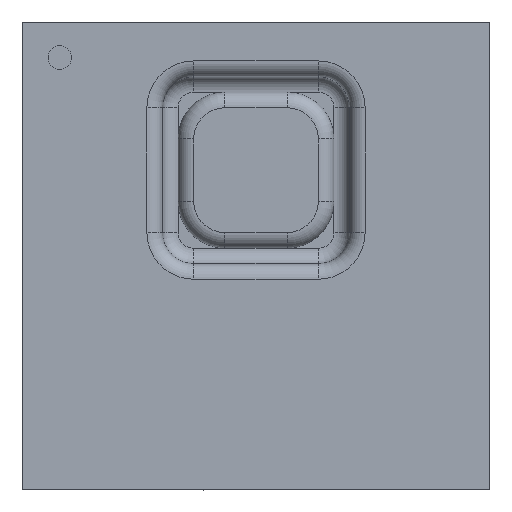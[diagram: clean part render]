
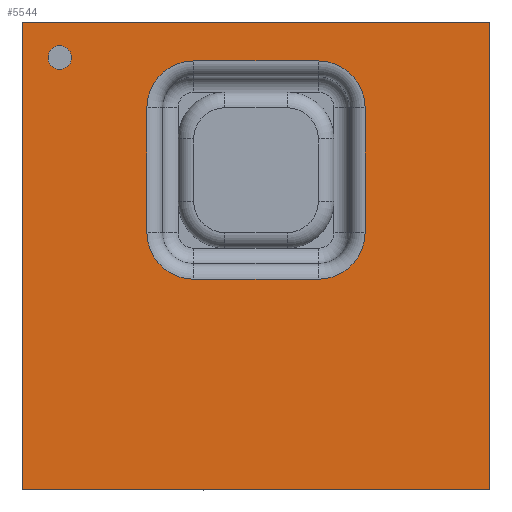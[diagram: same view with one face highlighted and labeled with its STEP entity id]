
A CAD part, top view. The second image highlights one B-rep face of the part: STEP entity #5544.
In plain terms, the highlighted planar face has unit normal (0, 0, 1).
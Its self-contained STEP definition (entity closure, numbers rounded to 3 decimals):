
#134 = DIRECTION ( 'NONE',  ( -1., 0., 0. ) ) ;
#199 = FACE_BOUND ( 'NONE', #3436, .T. ) ;
#317 = CARTESIAN_POINT ( 'NONE',  ( -0.4, -0.15, 0.8 ) ) ;
#483 = LINE ( 'NONE', #12689, #15703 ) ;
#519 = VERTEX_POINT ( 'NONE', #3527 ) ;
#598 = CARTESIAN_POINT ( 'NONE',  ( -0.4, 1.25, 0.8 ) ) ;
#667 = CARTESIAN_POINT ( 'NONE',  ( -1.5, -1.5, 0.8 ) ) ;
#735 = VECTOR ( 'NONE', #6586, 1000. ) ;
#775 = CIRCLE ( 'NONE', #5046, 0.3 ) ;
#844 = EDGE_CURVE ( 'NONE', #519, #5413, #775, .T. ) ;
#916 = CARTESIAN_POINT ( 'NONE',  ( 0.7, 0.15, 0.8 ) ) ;
#1080 = LINE ( 'NONE', #12012, #15079 ) ;
#1108 = ORIENTED_EDGE ( 'NONE', *, *, #16071, .T. ) ;
#1287 = CARTESIAN_POINT ( 'NONE',  ( -0.4, 0.95, 0.8 ) ) ;
#1403 = VERTEX_POINT ( 'NONE', #9196 ) ;
#1633 = EDGE_CURVE ( 'NONE', #10285, #8920, #1665, .T. ) ;
#1665 = CIRCLE ( 'NONE', #7099, 0.076 ) ;
#1728 = CARTESIAN_POINT ( 'NONE',  ( -1.5, 1.5, 0.8 ) ) ;
#1827 = EDGE_CURVE ( 'NONE', #10991, #9751, #11416, .T. ) ;
#1924 = CIRCLE ( 'NONE', #14509, 0.3 ) ;
#2067 = VECTOR ( 'NONE', #134, 1000. ) ;
#2338 = VERTEX_POINT ( 'NONE', #3855 ) ;
#2350 = ORIENTED_EDGE ( 'NONE', *, *, #11067, .T. ) ;
#2651 = DIRECTION ( 'NONE',  ( 0., 0., -1. ) ) ;
#2702 = ORIENTED_EDGE ( 'NONE', *, *, #4371, .T. ) ;
#2734 = CIRCLE ( 'NONE', #15918, 0.3 ) ;
#2845 = CARTESIAN_POINT ( 'NONE',  ( -0.4, -0.15, 0.8 ) ) ;
#3079 = DIRECTION ( 'NONE',  ( 0., 0., 1. ) ) ;
#3080 = EDGE_CURVE ( 'NONE', #1403, #4062, #2734, .T. ) ;
#3180 = DIRECTION ( 'NONE',  ( 0., 0., 1. ) ) ;
#3195 = CARTESIAN_POINT ( 'NONE',  ( 0.4, 0.95, 0.8 ) ) ;
#3279 = EDGE_CURVE ( 'NONE', #5413, #1403, #6738, .T. ) ;
#3382 = LINE ( 'NONE', #8816, #735 ) ;
#3424 = CARTESIAN_POINT ( 'NONE',  ( 0.4, -0.15, 0.8 ) ) ;
#3436 = EDGE_LOOP ( 'NONE', ( #14870, #9836, #5900, #15599, #15874, #7905, #2350, #2702 ) ) ;
#3527 = CARTESIAN_POINT ( 'NONE',  ( -0.7, 0.95, 0.8 ) ) ;
#3855 = CARTESIAN_POINT ( 'NONE',  ( -1.5, -1.5, 0.8 ) ) ;
#3938 = VECTOR ( 'NONE', #15419, 1000. ) ;
#3962 = CARTESIAN_POINT ( 'NONE',  ( -0.4, 0.15, 0.8 ) ) ;
#4062 = VERTEX_POINT ( 'NONE', #16819 ) ;
#4165 = EDGE_CURVE ( 'NONE', #9751, #519, #15894, .T. ) ;
#4371 = EDGE_CURVE ( 'NONE', #9572, #8479, #1924, .T. ) ;
#4674 = CARTESIAN_POINT ( 'NONE',  ( -0.7, 0.95, 0.8 ) ) ;
#4866 = VERTEX_POINT ( 'NONE', #17447 ) ;
#4937 = DIRECTION ( 'NONE',  ( 0., -1., 0. ) ) ;
#5046 = AXIS2_PLACEMENT_3D ( 'NONE', #1287, #2651, #8095 ) ;
#5283 = CARTESIAN_POINT ( 'NONE',  ( 0.4, 1.25, 0.8 ) ) ;
#5413 = VERTEX_POINT ( 'NONE', #598 ) ;
#5544 = ADVANCED_FACE ( 'NONE', ( #11060, #199, #15314 ), #15492, .T. ) ;
#5545 = CARTESIAN_POINT ( 'NONE',  ( 0.4, 0.15, 0.8 ) ) ;
#5632 = DIRECTION ( 'NONE',  ( 0., 0., -1. ) ) ;
#5672 = CARTESIAN_POINT ( 'NONE',  ( 0., 0., 0.8 ) ) ;
#5835 = CARTESIAN_POINT ( 'NONE',  ( 0.7, 0.15, 0.8 ) ) ;
#5900 = ORIENTED_EDGE ( 'NONE', *, *, #4165, .T. ) ;
#6218 = CARTESIAN_POINT ( 'NONE',  ( -1.258, 1.272, 0.8 ) ) ;
#6370 = DIRECTION ( 'NONE',  ( 1., 0., 0. ) ) ;
#6586 = DIRECTION ( 'NONE',  ( 0., -1., 0. ) ) ;
#6738 = LINE ( 'NONE', #5283, #13243 ) ;
#6895 = DIRECTION ( 'NONE',  ( 1., 0., 0. ) ) ;
#7099 = AXIS2_PLACEMENT_3D ( 'NONE', #6218, #8971, #8807 ) ;
#7645 = ORIENTED_EDGE ( 'NONE', *, *, #12595, .T. ) ;
#7905 = ORIENTED_EDGE ( 'NONE', *, *, #3080, .T. ) ;
#8095 = DIRECTION ( 'NONE',  ( 1., 0., 0. ) ) ;
#8098 = CARTESIAN_POINT ( 'NONE',  ( -1.334, 1.272, 0.8 ) ) ;
#8183 = AXIS2_PLACEMENT_3D ( 'NONE', #16734, #3079, #17063 ) ;
#8479 = VERTEX_POINT ( 'NONE', #3424 ) ;
#8493 = VECTOR ( 'NONE', #4937, 1000. ) ;
#8570 = CARTESIAN_POINT ( 'NONE',  ( -1.182, 1.272, 0.8 ) ) ;
#8646 = LINE ( 'NONE', #667, #3938 ) ;
#8807 = DIRECTION ( 'NONE',  ( 1., 0., 0. ) ) ;
#8816 = CARTESIAN_POINT ( 'NONE',  ( -1.5, 1.5, 0.8 ) ) ;
#8865 = EDGE_LOOP ( 'NONE', ( #11177, #11800, #7645, #1108 ) ) ;
#8920 = VERTEX_POINT ( 'NONE', #8570 ) ;
#8923 = EDGE_CURVE ( 'NONE', #8479, #10991, #16492, .T. ) ;
#8971 = DIRECTION ( 'NONE',  ( 0., 0., 1. ) ) ;
#9116 = AXIS2_PLACEMENT_3D ( 'NONE', #5672, #3180, #12746 ) ;
#9196 = CARTESIAN_POINT ( 'NONE',  ( 0.4, 1.25, 0.8 ) ) ;
#9396 = DIRECTION ( 'NONE',  ( 0., 0., -1. ) ) ;
#9491 = ORIENTED_EDGE ( 'NONE', *, *, #1633, .F. ) ;
#9572 = VERTEX_POINT ( 'NONE', #5835 ) ;
#9751 = VERTEX_POINT ( 'NONE', #15028 ) ;
#9836 = ORIENTED_EDGE ( 'NONE', *, *, #1827, .T. ) ;
#10097 = LINE ( 'NONE', #916, #8493 ) ;
#10136 = ORIENTED_EDGE ( 'NONE', *, *, #14048, .F. ) ;
#10268 = AXIS2_PLACEMENT_3D ( 'NONE', #3962, #9396, #6370 ) ;
#10285 = VERTEX_POINT ( 'NONE', #8098 ) ;
#10775 = DIRECTION ( 'NONE',  ( 1., 0., 0. ) ) ;
#10960 = EDGE_CURVE ( 'NONE', #4866, #13972, #483, .T. ) ;
#10991 = VERTEX_POINT ( 'NONE', #2845 ) ;
#11060 = FACE_BOUND ( 'NONE', #11786, .T. ) ;
#11067 = EDGE_CURVE ( 'NONE', #4062, #9572, #10097, .T. ) ;
#11177 = ORIENTED_EDGE ( 'NONE', *, *, #12959, .T. ) ;
#11416 = CIRCLE ( 'NONE', #10268, 0.3 ) ;
#11489 = DIRECTION ( 'NONE',  ( 0., 1., 0. ) ) ;
#11507 = DIRECTION ( 'NONE',  ( 1., 0., 0. ) ) ;
#11786 = EDGE_LOOP ( 'NONE', ( #10136, #9491 ) ) ;
#11800 = ORIENTED_EDGE ( 'NONE', *, *, #10960, .T. ) ;
#12012 = CARTESIAN_POINT ( 'NONE',  ( 1.5, 1.5, 0.8 ) ) ;
#12595 = EDGE_CURVE ( 'NONE', #13972, #2338, #3382, .T. ) ;
#12689 = CARTESIAN_POINT ( 'NONE',  ( -1.5, 1.5, 0.8 ) ) ;
#12746 = DIRECTION ( 'NONE',  ( 1., 0., 0. ) ) ;
#12959 = EDGE_CURVE ( 'NONE', #15338, #4866, #1080, .T. ) ;
#13243 = VECTOR ( 'NONE', #10775, 1000. ) ;
#13333 = CIRCLE ( 'NONE', #8183, 0.076 ) ;
#13570 = VECTOR ( 'NONE', #11489, 1000. ) ;
#13972 = VERTEX_POINT ( 'NONE', #1728 ) ;
#14048 = EDGE_CURVE ( 'NONE', #8920, #10285, #13333, .T. ) ;
#14308 = CARTESIAN_POINT ( 'NONE',  ( 1.5, -1.5, 0.8 ) ) ;
#14463 = DIRECTION ( 'NONE',  ( 0., 0., -1. ) ) ;
#14509 = AXIS2_PLACEMENT_3D ( 'NONE', #5545, #5632, #6895 ) ;
#14870 = ORIENTED_EDGE ( 'NONE', *, *, #8923, .T. ) ;
#15028 = CARTESIAN_POINT ( 'NONE',  ( -0.7, 0.15, 0.8 ) ) ;
#15079 = VECTOR ( 'NONE', #17247, 1000. ) ;
#15314 = FACE_OUTER_BOUND ( 'NONE', #8865, .T. ) ;
#15338 = VERTEX_POINT ( 'NONE', #14308 ) ;
#15415 = DIRECTION ( 'NONE',  ( -1., 0., 0. ) ) ;
#15419 = DIRECTION ( 'NONE',  ( 1., 0., 0. ) ) ;
#15492 = PLANE ( 'NONE',  #9116 ) ;
#15599 = ORIENTED_EDGE ( 'NONE', *, *, #844, .T. ) ;
#15703 = VECTOR ( 'NONE', #15415, 1000. ) ;
#15874 = ORIENTED_EDGE ( 'NONE', *, *, #3279, .T. ) ;
#15894 = LINE ( 'NONE', #4674, #13570 ) ;
#15918 = AXIS2_PLACEMENT_3D ( 'NONE', #3195, #14463, #11507 ) ;
#16071 = EDGE_CURVE ( 'NONE', #2338, #15338, #8646, .T. ) ;
#16492 = LINE ( 'NONE', #317, #2067 ) ;
#16734 = CARTESIAN_POINT ( 'NONE',  ( -1.258, 1.272, 0.8 ) ) ;
#16819 = CARTESIAN_POINT ( 'NONE',  ( 0.7, 0.95, 0.8 ) ) ;
#17063 = DIRECTION ( 'NONE',  ( 1., 0., 0. ) ) ;
#17247 = DIRECTION ( 'NONE',  ( 0., 1., 0. ) ) ;
#17447 = CARTESIAN_POINT ( 'NONE',  ( 1.5, 1.5, 0.8 ) ) ;
